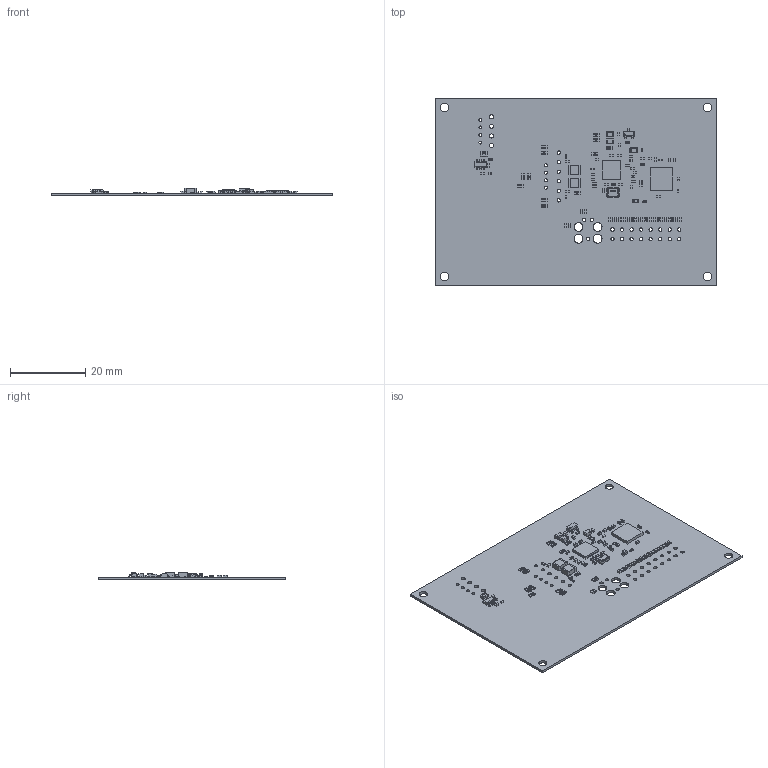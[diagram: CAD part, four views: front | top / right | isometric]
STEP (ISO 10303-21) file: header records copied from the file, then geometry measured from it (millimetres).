
FILE_DESCRIPTION(('Open CASCADE Model'),'2;1');
FILE_NAME('Open CASCADE Shape Model','2018-10-04T14:56:34',('Author'),( 'Open CASCADE'),'Open CASCADE STEP processor 6.8','Open CASCADE 6.8' ,'Unknown');
FILE_SCHEMA(('AUTOMOTIVE_DESIGN { 1 0 10303 214 1 1 1 1 }'));
Length unit declared in the file: millimetre
Products named in the file (110): PCB; Board; R26; User_Library-Chip_Resistor2; R25; R24; R23; R22; R21; R20; R19; R16; R15; C51; cap_0402; C47; C46; C45; C44; C43; C42; C41; C40; C25; U1; User_Library-SOT457; User_Library-SOT457_body; User_Library-SOT457_pin; R14; R13; R12; R11; R4; R3; R2; R1; C21; C20; C5; C4 ...
Assembly tree (193 placements, depth 4):
  PCB
    Board
    R26
      User_Library-Chip_Resistor2
    R25
      User_Library-Chip_Resistor2
    R24
      User_Library-Chip_Resistor2
    R23
      User_Library-Chip_Resistor2
    R22
      User_Library-Chip_Resistor2
    R21
      User_Library-Chip_Resistor2
    R20
      User_Library-Chip_Resistor2
    R19
      User_Library-Chip_Resistor2
    R16
      User_Library-Chip_Resistor2
    R15
      User_Library-Chip_Resistor2
    C51
      cap_0402
    C47
      cap_0402
    C46
      cap_0402
    C45
      cap_0402
    C44
      cap_0402
    C43
      cap_0402
    C42
      cap_0402
    C41
      cap_0402
    C40
      cap_0402
    C25
      cap_0402
    U1
      User_Library-SOT457
        User_Library-SOT457_body
        User_Library-SOT457_pin  x6
    R14
      User_Library-Chip_Resistor2
    R13
      User_Library-Chip_Resistor2
    R12
      User_Library-Chip_Resistor2
    R11
      User_Library-Chip_Resistor2
    R4
      User_Library-Chip_Resistor2
    R3
      User_Library-Chip_Resistor2
    R2
      User_Library-Chip_Resistor2
Bounding box: 75 x 50 x 2.04 mm (x, y, z)
Volume: 2595.3 mm3; surface area: 8225.8 mm2
Topology: 137 solids, 137 shells, 5088 faces, 11783 edges, 6442 vertices
Faces by surface type: plane 1992, cylinder 1817, sphere 690, bspline 585, torus 4
Full cylindrical faces by diameter (mm): 0.8 x8, 0.889 x3, 0.9 x22, 1.1 x4, 2.2 x4, 2.362 x4
Entity records: 46754 total; most frequent: CARTESIAN_POINT 14820, ORIENTED_EDGE 5166, DIRECTION 4920, EDGE_CURVE 2583, LINE 1860, VECTOR 1860, VERTEX_POINT 1618, AXIS2_PLACEMENT_3D 1530
